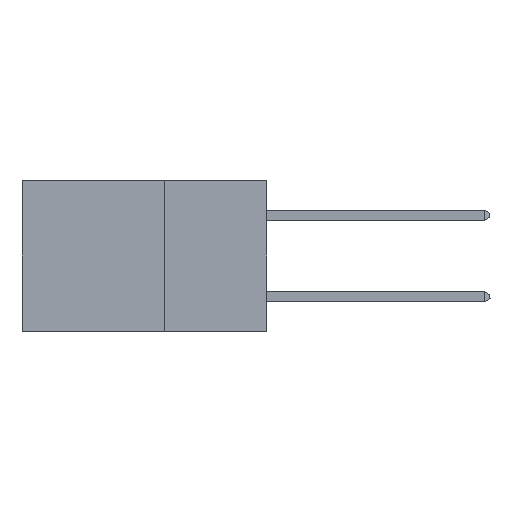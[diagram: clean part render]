
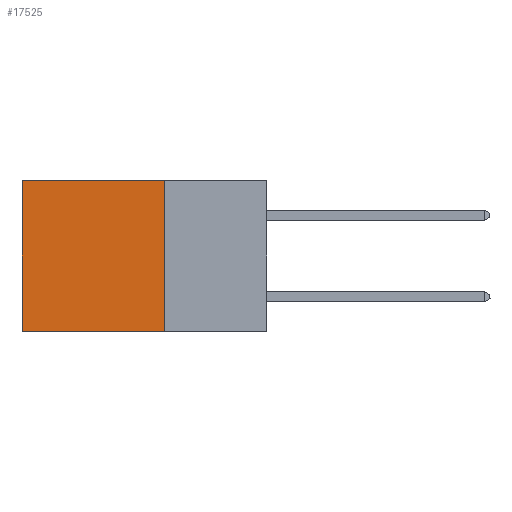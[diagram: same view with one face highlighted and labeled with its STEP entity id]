
A CAD part, left-side view. The second image highlights one B-rep face of the part: STEP entity #17525.
In plain terms, the highlighted planar face has unit normal (-1, 0, 0).
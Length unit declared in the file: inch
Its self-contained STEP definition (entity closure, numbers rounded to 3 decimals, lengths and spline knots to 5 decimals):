
#2615 = CARTESIAN_POINT ( 'NONE',  ( 0.2875, 0.25, 0. ) ) ;
#3776 = CARTESIAN_POINT ( 'NONE',  ( 0.2875, 0.6, -0.37 ) ) ;
#5057 = VERTEX_POINT ( 'NONE', #30805 ) ;
#7309 = EDGE_CURVE ( 'NONE', #15718, #19422, #10575, .T. ) ;
#7670 = PLANE ( 'NONE',  #11129 ) ;
#7830 = ORIENTED_EDGE ( 'NONE', *, *, #11671, .F. ) ;
#7893 = CARTESIAN_POINT ( 'NONE',  ( 0.2875, 0.6, 0. ) ) ;
#8549 = LINE ( 'NONE', #7893, #15965 ) ;
#8559 = CARTESIAN_POINT ( 'NONE',  ( 0.2875, 0.6, 0. ) ) ;
#8690 = CARTESIAN_POINT ( 'NONE',  ( 0.2875, 0.25, -0.37 ) ) ;
#10402 = ORIENTED_EDGE ( 'NONE', *, *, #7309, .T. ) ;
#10575 = LINE ( 'NONE', #2615, #24612 ) ;
#10608 = CARTESIAN_POINT ( 'NONE',  ( 0.2875, 0.25, 0. ) ) ;
#11129 = AXIS2_PLACEMENT_3D ( 'NONE', #26795, #19957, #32144 ) ;
#11172 = DIRECTION ( 'NONE',  ( 0., 1., 0. ) ) ;
#11205 = ORIENTED_EDGE ( 'NONE', *, *, #17781, .T. ) ;
#11671 = EDGE_CURVE ( 'NONE', #5057, #26414, #16809, .T. ) ;
#15718 = VERTEX_POINT ( 'NONE', #10608 ) ;
#15746 = LINE ( 'NONE', #30475, #25508 ) ;
#15965 = VECTOR ( 'NONE', #30319, 39.37008 ) ;
#16809 = LINE ( 'NONE', #8690, #28486 ) ;
#17328 = DIRECTION ( 'NONE',  ( 0., 1., 0. ) ) ;
#17525 = ADVANCED_FACE ( 'NONE', ( #25720 ), #7670, .F. ) ;
#17781 = EDGE_CURVE ( 'NONE', #19422, #26414, #8549, .T. ) ;
#18462 = DIRECTION ( 'NONE',  ( 0., 0., -1. ) ) ;
#19422 = VERTEX_POINT ( 'NONE', #8559 ) ;
#19957 = DIRECTION ( 'NONE',  ( 1., 0., 0. ) ) ;
#20065 = ORIENTED_EDGE ( 'NONE', *, *, #20555, .F. ) ;
#20555 = EDGE_CURVE ( 'NONE', #15718, #5057, #15746, .T. ) ;
#21397 = EDGE_LOOP ( 'NONE', ( #11205, #7830, #20065, #10402 ) ) ;
#24612 = VECTOR ( 'NONE', #17328, 39.37008 ) ;
#25508 = VECTOR ( 'NONE', #18462, 39.37008 ) ;
#25720 = FACE_OUTER_BOUND ( 'NONE', #21397, .T. ) ;
#26414 = VERTEX_POINT ( 'NONE', #3776 ) ;
#26795 = CARTESIAN_POINT ( 'NONE',  ( 0.2875, 0.25, 0. ) ) ;
#28486 = VECTOR ( 'NONE', #11172, 39.37008 ) ;
#30319 = DIRECTION ( 'NONE',  ( 0., 0., -1. ) ) ;
#30475 = CARTESIAN_POINT ( 'NONE',  ( 0.2875, 0.25, 0. ) ) ;
#30805 = CARTESIAN_POINT ( 'NONE',  ( 0.2875, 0.25, -0.37 ) ) ;
#32144 = DIRECTION ( 'NONE',  ( 0., 0., -1. ) ) ;
